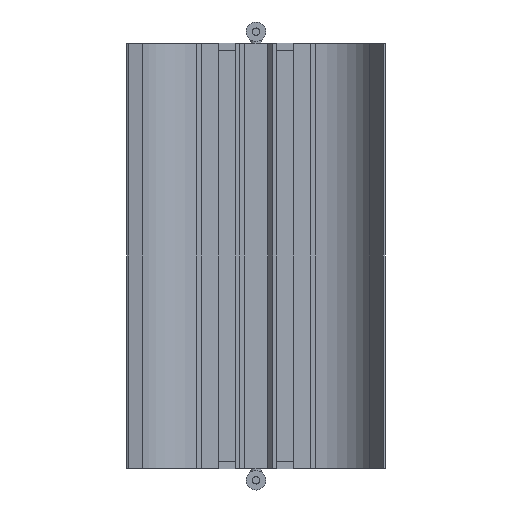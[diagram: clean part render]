
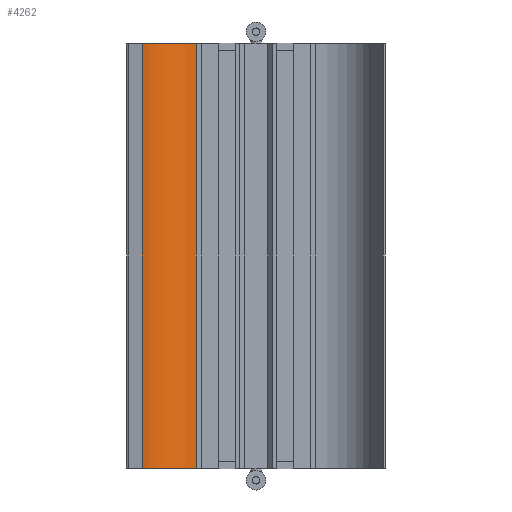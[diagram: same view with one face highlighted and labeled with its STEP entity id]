
A CAD part, front view. The second image highlights one B-rep face of the part: STEP entity #4262.
In plain terms, the highlighted cylindrical face has radius 160 mm (diameter 320 mm), a partial arc.
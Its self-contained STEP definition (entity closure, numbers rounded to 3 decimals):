
#101 = EDGE_CURVE ( 'NONE', #2110, #4222, #208, .T. ) ;
#208 = CIRCLE ( 'NONE', #2080, 160. ) ;
#432 = EDGE_CURVE ( 'NONE', #2399, #2110, #3186, .T. ) ;
#499 = CARTESIAN_POINT ( 'NONE',  ( -155., -6., -548.5 ) ) ;
#514 = VECTOR ( 'NONE', #1197, 1000. ) ;
#545 = DIRECTION ( 'NONE',  ( 1., 0., 0. ) ) ;
#622 = LINE ( 'NONE', #1152, #514 ) ;
#634 = EDGE_LOOP ( 'NONE', ( #4320, #2384, #2472, #3175 ) ) ;
#762 = EDGE_CURVE ( 'NONE', #2399, #1769, #2678, .T. ) ;
#822 = FACE_OUTER_BOUND ( 'NONE', #634, .T. ) ;
#844 = DIRECTION ( 'NONE',  ( 0., 0., -1. ) ) ;
#1050 = CYLINDRICAL_SURFACE ( 'NONE', #4874, 160. ) ;
#1061 = AXIS2_PLACEMENT_3D ( 'NONE', #1966, #844, #3153 ) ;
#1152 = CARTESIAN_POINT ( 'NONE',  ( -155., -6., 548.5 ) ) ;
#1197 = DIRECTION ( 'NONE',  ( 0., 0., -1. ) ) ;
#1235 = CARTESIAN_POINT ( 'NONE',  ( -293.564, -86., 548.5 ) ) ;
#1311 = CARTESIAN_POINT ( 'NONE',  ( -155., -166., 548.5 ) ) ;
#1659 = DIRECTION ( 'NONE',  ( 0., 0., -1. ) ) ;
#1769 = VERTEX_POINT ( 'NONE', #1833 ) ;
#1833 = CARTESIAN_POINT ( 'NONE',  ( -155., -6., 548.5 ) ) ;
#1917 = EDGE_CURVE ( 'NONE', #1769, #4222, #622, .T. ) ;
#1939 = VECTOR ( 'NONE', #1659, 1000. ) ;
#1966 = CARTESIAN_POINT ( 'NONE',  ( -155., -166., 548.5 ) ) ;
#2080 = AXIS2_PLACEMENT_3D ( 'NONE', #3602, #3195, #545 ) ;
#2110 = VERTEX_POINT ( 'NONE', #2135 ) ;
#2135 = CARTESIAN_POINT ( 'NONE',  ( -293.564, -86., -548.5 ) ) ;
#2384 = ORIENTED_EDGE ( 'NONE', *, *, #1917, .F. ) ;
#2399 = VERTEX_POINT ( 'NONE', #1235 ) ;
#2472 = ORIENTED_EDGE ( 'NONE', *, *, #762, .F. ) ;
#2678 = CIRCLE ( 'NONE', #1061, 160. ) ;
#3153 = DIRECTION ( 'NONE',  ( 1., 0., 0. ) ) ;
#3175 = ORIENTED_EDGE ( 'NONE', *, *, #432, .T. ) ;
#3186 = LINE ( 'NONE', #3208, #1939 ) ;
#3195 = DIRECTION ( 'NONE',  ( 0., 0., -1. ) ) ;
#3208 = CARTESIAN_POINT ( 'NONE',  ( -293.564, -86., 548.5 ) ) ;
#3563 = DIRECTION ( 'NONE',  ( -1., 0., 0. ) ) ;
#3602 = CARTESIAN_POINT ( 'NONE',  ( -155., -166., -548.5 ) ) ;
#4222 = VERTEX_POINT ( 'NONE', #499 ) ;
#4262 = ADVANCED_FACE ( 'NONE', ( #822 ), #1050, .F. ) ;
#4320 = ORIENTED_EDGE ( 'NONE', *, *, #101, .T. ) ;
#4691 = DIRECTION ( 'NONE',  ( 0., 0., -1. ) ) ;
#4874 = AXIS2_PLACEMENT_3D ( 'NONE', #1311, #4691, #3563 ) ;
